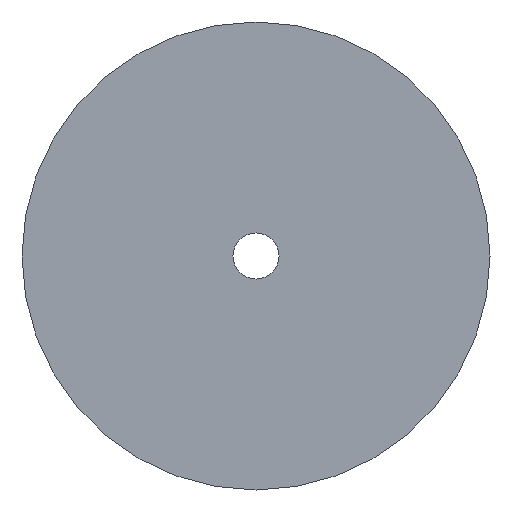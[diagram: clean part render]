
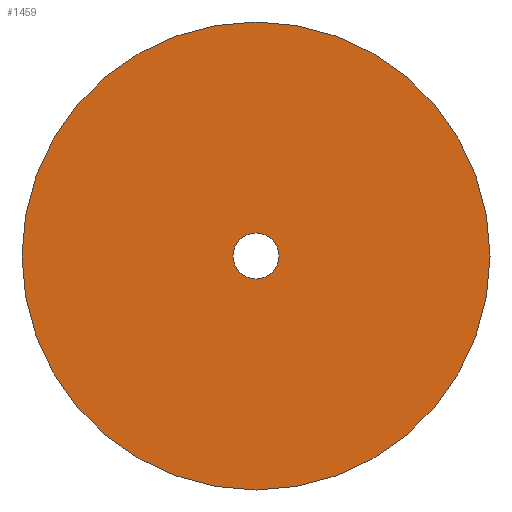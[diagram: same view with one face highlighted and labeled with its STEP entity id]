
A CAD part, front view. The second image highlights one B-rep face of the part: STEP entity #1459.
In plain terms, the highlighted planar face has unit normal (0, -1, 0).
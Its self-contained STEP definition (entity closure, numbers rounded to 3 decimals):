
#38 = VERTEX_POINT ( 'NONE', #4563 ) ;
#1053 = EDGE_CURVE ( 'NONE', #10621, #8311, #2492, .T. ) ;
#1157 = ORIENTED_EDGE ( 'NONE', *, *, #8453, .T. ) ;
#1384 = AXIS2_PLACEMENT_3D ( 'NONE', #1485, #1553, #5783 ) ;
#1459 = ADVANCED_FACE ( 'NONE', ( #9892, #13247 ), #6823, .T. ) ;
#1485 = CARTESIAN_POINT ( 'NONE',  ( 0., -6.2, 0. ) ) ;
#1553 = DIRECTION ( 'NONE',  ( 0., -1., 0. ) ) ;
#1598 = DIRECTION ( 'NONE',  ( 0., -1., 0. ) ) ;
#1686 = AXIS2_PLACEMENT_3D ( 'NONE', #6087, #10327, #4135 ) ;
#2098 = CIRCLE ( 'NONE', #1686, 9.65 ) ;
#2190 = CARTESIAN_POINT ( 'NONE',  ( 0., -6.2, 0. ) ) ;
#2492 = CIRCLE ( 'NONE', #7820, 0.95 ) ;
#3201 = ORIENTED_EDGE ( 'NONE', *, *, #9562, .T. ) ;
#3825 = DIRECTION ( 'NONE',  ( 0., 0., -1. ) ) ;
#4135 = DIRECTION ( 'NONE',  ( 0., 0., -1. ) ) ;
#4363 = ORIENTED_EDGE ( 'NONE', *, *, #1053, .F. ) ;
#4515 = CIRCLE ( 'NONE', #13195, 0.95 ) ;
#4563 = CARTESIAN_POINT ( 'NONE',  ( 0., -6.2, -9.65 ) ) ;
#5424 = AXIS2_PLACEMENT_3D ( 'NONE', #6941, #1598, #3825 ) ;
#5591 = DIRECTION ( 'NONE',  ( 0., -1., 0. ) ) ;
#5783 = DIRECTION ( 'NONE',  ( 0., 0., -1. ) ) ;
#6087 = CARTESIAN_POINT ( 'NONE',  ( 0., -6.2, 0. ) ) ;
#6242 = EDGE_CURVE ( 'NONE', #8311, #10621, #4515, .T. ) ;
#6292 = CARTESIAN_POINT ( 'NONE',  ( 0., -6.2, 9.65 ) ) ;
#6418 = DIRECTION ( 'NONE',  ( 0., 0., -1. ) ) ;
#6700 = DIRECTION ( 'NONE',  ( 0., 0., -1. ) ) ;
#6823 = PLANE ( 'NONE',  #1384 ) ;
#6941 = CARTESIAN_POINT ( 'NONE',  ( 0., -6.2, 0. ) ) ;
#7021 = ORIENTED_EDGE ( 'NONE', *, *, #6242, .F. ) ;
#7820 = AXIS2_PLACEMENT_3D ( 'NONE', #10044, #5591, #6700 ) ;
#8311 = VERTEX_POINT ( 'NONE', #8621 ) ;
#8453 = EDGE_CURVE ( 'NONE', #38, #10130, #12760, .T. ) ;
#8621 = CARTESIAN_POINT ( 'NONE',  ( 0., -6.2, -0.95 ) ) ;
#9329 = CARTESIAN_POINT ( 'NONE',  ( 0., -6.2, 0.95 ) ) ;
#9562 = EDGE_CURVE ( 'NONE', #10130, #38, #2098, .T. ) ;
#9692 = DIRECTION ( 'NONE',  ( 0., -1., 0. ) ) ;
#9892 = FACE_OUTER_BOUND ( 'NONE', #12621, .T. ) ;
#10044 = CARTESIAN_POINT ( 'NONE',  ( 0., -6.2, 0. ) ) ;
#10130 = VERTEX_POINT ( 'NONE', #6292 ) ;
#10327 = DIRECTION ( 'NONE',  ( 0., -1., 0. ) ) ;
#10621 = VERTEX_POINT ( 'NONE', #9329 ) ;
#10761 = EDGE_LOOP ( 'NONE', ( #7021, #4363 ) ) ;
#12621 = EDGE_LOOP ( 'NONE', ( #1157, #3201 ) ) ;
#12760 = CIRCLE ( 'NONE', #5424, 9.65 ) ;
#13195 = AXIS2_PLACEMENT_3D ( 'NONE', #2190, #9692, #6418 ) ;
#13247 = FACE_BOUND ( 'NONE', #10761, .T. ) ;
